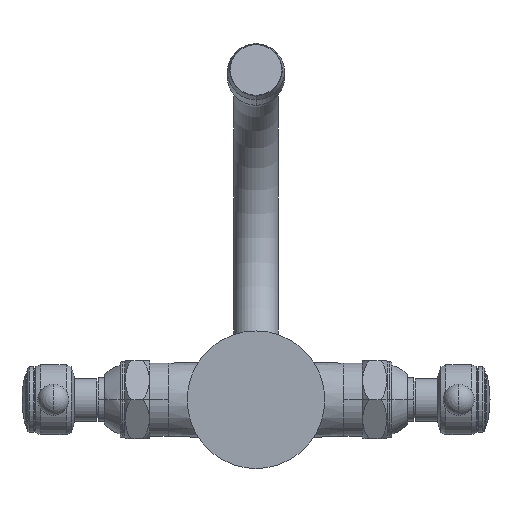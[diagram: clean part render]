
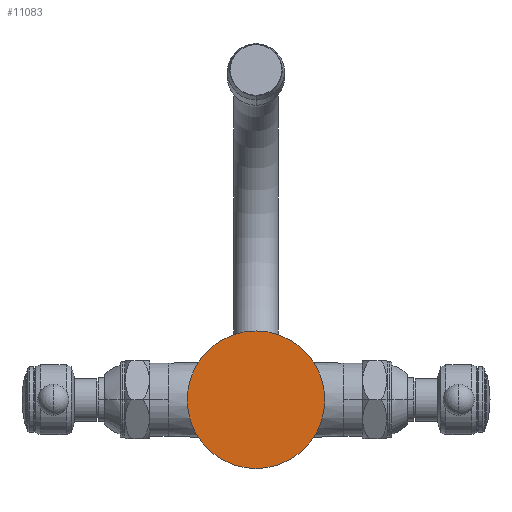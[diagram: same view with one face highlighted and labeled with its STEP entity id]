
A CAD part, front view. The second image highlights one B-rep face of the part: STEP entity #11083.
In plain terms, the highlighted planar face has unit normal (0, -1, 0).
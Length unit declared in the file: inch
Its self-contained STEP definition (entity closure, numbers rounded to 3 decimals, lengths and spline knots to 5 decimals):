
#160=CARTESIAN_POINT('',(0.,0.,0.));
#161=DIRECTION('',(0.,1.,0.));
#162=DIRECTION('',(0.,0.,-1.));
#163=AXIS2_PLACEMENT_3D('',#160,#161,#162);
#169=CARTESIAN_POINT('',(0.,0.,0.));
#170=DIRECTION('',(0.,-1.,0.));
#171=DIRECTION('',(0.,0.,-1.));
#172=AXIS2_PLACEMENT_3D('',#169,#170,#171);
#10239=CARTESIAN_POINT('',(0.,0.,1.1));
#10241=VERTEX_POINT('',#10239);
#10243=CARTESIAN_POINT('',(0.,0.,-1.1));
#10245=VERTEX_POINT('',#10243);
#11072=CARTESIAN_POINT('',(0.,0.,0.));
#11073=DIRECTION('',(0.,-1.,0.));
#11074=DIRECTION('',(1.,0.,0.));
#11075=AXIS2_PLACEMENT_3D('',#11072,#11073,#11074);
#11076=PLANE('',#11075);
#11078=ORIENTED_EDGE('',*,*,#11077,.T.);
#11080=ORIENTED_EDGE('',*,*,#11079,.F.);
#11081=EDGE_LOOP('',(#11078,#11080));
#11082=FACE_OUTER_BOUND('',#11081,.F.);
#164=CIRCLE('',#163,1.1);
#173=CIRCLE('',#172,1.1);
#11077=EDGE_CURVE('',#10245,#10241,#164,.T.);
#11079=EDGE_CURVE('',#10245,#10241,#173,.T.);
#11083=ADVANCED_FACE('',(#11082),#11076,.T.);
